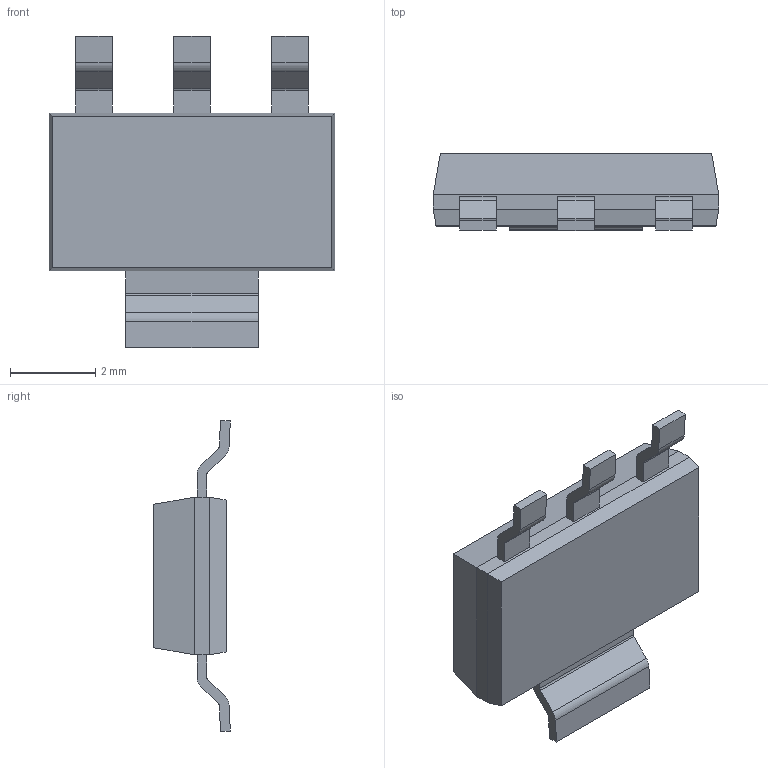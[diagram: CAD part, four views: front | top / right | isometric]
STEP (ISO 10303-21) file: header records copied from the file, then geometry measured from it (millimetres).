
FILE_DESCRIPTION((''),'2;1');
FILE_NAME('SOT223_P2-3_L6-7_W3-7','2019-10-05T',('Dragos'),(''),'PRO/ENGINEER BY PARAMETRIC TECHNOLOGY CORPORATION, 2004440','PRO/ENGINEER BY PARAMETRIC TECHNOLOGY CORPORATION, 2004440','');
FILE_SCHEMA(('AUTOMOTIVE_DESIGN { 1 0 10303 214 1 1 1 1 }'));
Length unit declared in the file: millimetre
Products named in the file (1): SOT223_P2-3_L6-7_W3-7
Bounding box: 6.7 x 1.8 x 7.3 mm (x, y, z)
Volume: 42.8 mm3; surface area: 106.5 mm2
Topology: 1 solids, 1 shells, 297 faces, 841 edges, 558 vertices
Faces by surface type: plane 281, cylinder 16
Entity records: 12240 total; most frequent: CARTESIAN_POINT 1698, ORIENTED_EDGE 1682, DIRECTION 1469, PRESENTATION_STYLE_ASSIGNMENT 858, STYLED_ITEM 843, CURVE_STYLE 842, EDGE_CURVE 841, VECTOR 809
